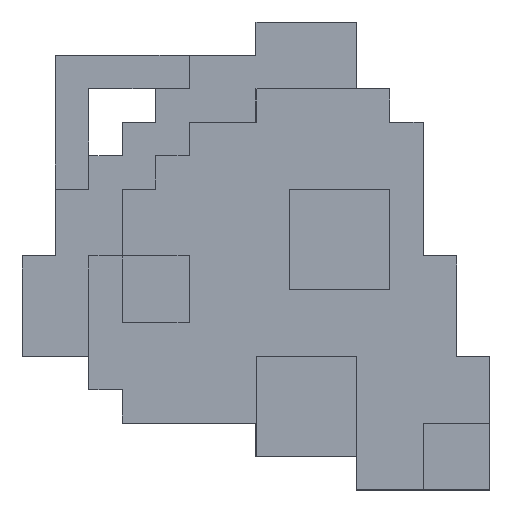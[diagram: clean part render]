
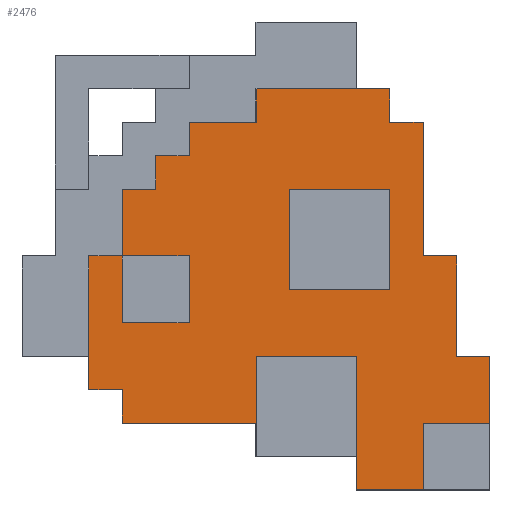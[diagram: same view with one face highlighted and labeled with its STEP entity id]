
A CAD part, top view. The second image highlights one B-rep face of the part: STEP entity #2476.
In plain terms, the highlighted planar face has unit normal (0, 0, 1).
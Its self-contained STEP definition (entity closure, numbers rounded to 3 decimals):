
#72=FACE_OUTER_BOUND('',#201,.T.);
#201=EDGE_LOOP('',(#1826,#1827,#1828,#1829,#1830,#1831,#1832,#1833,#1834,
#1835,#1836,#1837,#1838,#1839,#1840,#1841,#1842,#1843,#1844,#1845,#1846,
#1847,#1848,#1849));
#384=LINE('',#3527,#739);
#387=LINE('',#3532,#742);
#389=LINE('',#3536,#744);
#391=LINE('',#3540,#746);
#393=LINE('',#3544,#748);
#395=LINE('',#3548,#750);
#397=LINE('',#3552,#752);
#399=LINE('',#3556,#754);
#401=LINE('',#3560,#756);
#403=LINE('',#3564,#758);
#405=LINE('',#3568,#760);
#407=LINE('',#3572,#762);
#409=LINE('',#3576,#764);
#411=LINE('',#3580,#766);
#413=LINE('',#3584,#768);
#415=LINE('',#3588,#770);
#416=LINE('',#3591,#771);
#417=LINE('',#3593,#772);
#418=LINE('',#3595,#773);
#419=LINE('',#3597,#774);
#420=LINE('',#3599,#775);
#421=LINE('',#3601,#776);
#422=LINE('',#3603,#777);
#423=LINE('',#3604,#778);
#739=VECTOR('',#2867,10.);
#742=VECTOR('',#2872,10.);
#744=VECTOR('',#2876,10.);
#746=VECTOR('',#2880,10.);
#748=VECTOR('',#2884,10.);
#750=VECTOR('',#2888,10.);
#752=VECTOR('',#2892,10.);
#754=VECTOR('',#2896,10.);
#756=VECTOR('',#2900,10.);
#758=VECTOR('',#2904,10.);
#760=VECTOR('',#2908,10.);
#762=VECTOR('',#2912,10.);
#764=VECTOR('',#2916,10.);
#766=VECTOR('',#2920,10.);
#768=VECTOR('',#2924,10.);
#770=VECTOR('',#2928,10.);
#771=VECTOR('',#2931,10.);
#772=VECTOR('',#2932,10.);
#773=VECTOR('',#2933,10.);
#774=VECTOR('',#2934,10.);
#775=VECTOR('',#2935,10.);
#776=VECTOR('',#2936,10.);
#777=VECTOR('',#2937,10.);
#778=VECTOR('',#2938,10.);
#1069=VERTEX_POINT('',#3524);
#1070=VERTEX_POINT('',#3526);
#1071=VERTEX_POINT('',#3530);
#1072=VERTEX_POINT('',#3534);
#1073=VERTEX_POINT('',#3538);
#1074=VERTEX_POINT('',#3542);
#1075=VERTEX_POINT('',#3546);
#1076=VERTEX_POINT('',#3550);
#1077=VERTEX_POINT('',#3554);
#1078=VERTEX_POINT('',#3558);
#1079=VERTEX_POINT('',#3562);
#1080=VERTEX_POINT('',#3566);
#1081=VERTEX_POINT('',#3570);
#1082=VERTEX_POINT('',#3574);
#1083=VERTEX_POINT('',#3578);
#1084=VERTEX_POINT('',#3582);
#1085=VERTEX_POINT('',#3586);
#1086=VERTEX_POINT('',#3590);
#1087=VERTEX_POINT('',#3592);
#1088=VERTEX_POINT('',#3594);
#1089=VERTEX_POINT('',#3596);
#1090=VERTEX_POINT('',#3598);
#1091=VERTEX_POINT('',#3600);
#1092=VERTEX_POINT('',#3602);
#1336=EDGE_CURVE('',#1069,#1070,#384,.T.);
#1339=EDGE_CURVE('',#1069,#1071,#387,.T.);
#1341=EDGE_CURVE('',#1071,#1072,#389,.T.);
#1343=EDGE_CURVE('',#1072,#1073,#391,.T.);
#1345=EDGE_CURVE('',#1073,#1074,#393,.T.);
#1347=EDGE_CURVE('',#1074,#1075,#395,.T.);
#1349=EDGE_CURVE('',#1075,#1076,#397,.T.);
#1351=EDGE_CURVE('',#1076,#1077,#399,.T.);
#1353=EDGE_CURVE('',#1077,#1078,#401,.T.);
#1355=EDGE_CURVE('',#1078,#1079,#403,.T.);
#1357=EDGE_CURVE('',#1079,#1080,#405,.T.);
#1359=EDGE_CURVE('',#1080,#1081,#407,.T.);
#1361=EDGE_CURVE('',#1081,#1082,#409,.T.);
#1363=EDGE_CURVE('',#1082,#1083,#411,.T.);
#1365=EDGE_CURVE('',#1083,#1084,#413,.T.);
#1367=EDGE_CURVE('',#1084,#1085,#415,.T.);
#1368=EDGE_CURVE('',#1086,#1085,#416,.T.);
#1369=EDGE_CURVE('',#1087,#1086,#417,.T.);
#1370=EDGE_CURVE('',#1088,#1087,#418,.T.);
#1371=EDGE_CURVE('',#1089,#1088,#419,.T.);
#1372=EDGE_CURVE('',#1090,#1089,#420,.T.);
#1373=EDGE_CURVE('',#1091,#1090,#421,.T.);
#1374=EDGE_CURVE('',#1092,#1091,#422,.T.);
#1375=EDGE_CURVE('',#1070,#1092,#423,.T.);
#1826=ORIENTED_EDGE('',*,*,#1367,.T.);
#1827=ORIENTED_EDGE('',*,*,#1368,.F.);
#1828=ORIENTED_EDGE('',*,*,#1369,.F.);
#1829=ORIENTED_EDGE('',*,*,#1370,.F.);
#1830=ORIENTED_EDGE('',*,*,#1371,.F.);
#1831=ORIENTED_EDGE('',*,*,#1372,.F.);
#1832=ORIENTED_EDGE('',*,*,#1373,.F.);
#1833=ORIENTED_EDGE('',*,*,#1374,.F.);
#1834=ORIENTED_EDGE('',*,*,#1375,.F.);
#1835=ORIENTED_EDGE('',*,*,#1336,.F.);
#1836=ORIENTED_EDGE('',*,*,#1339,.T.);
#1837=ORIENTED_EDGE('',*,*,#1341,.T.);
#1838=ORIENTED_EDGE('',*,*,#1343,.T.);
#1839=ORIENTED_EDGE('',*,*,#1345,.T.);
#1840=ORIENTED_EDGE('',*,*,#1347,.T.);
#1841=ORIENTED_EDGE('',*,*,#1349,.T.);
#1842=ORIENTED_EDGE('',*,*,#1351,.T.);
#1843=ORIENTED_EDGE('',*,*,#1353,.T.);
#1844=ORIENTED_EDGE('',*,*,#1355,.T.);
#1845=ORIENTED_EDGE('',*,*,#1357,.T.);
#1846=ORIENTED_EDGE('',*,*,#1359,.T.);
#1847=ORIENTED_EDGE('',*,*,#1361,.T.);
#1848=ORIENTED_EDGE('',*,*,#1363,.T.);
#1849=ORIENTED_EDGE('',*,*,#1365,.T.);
#2347=PLANE('',#2626);
#2476=ADVANCED_FACE('',(#72),#2347,.T.);
#2626=AXIS2_PLACEMENT_3D('',#3589,#2929,#2930);
#2867=DIRECTION('',(0.,1.,0.));
#2872=DIRECTION('',(1.,0.,0.));
#2876=DIRECTION('',(0.,-1.,0.));
#2880=DIRECTION('',(1.,0.,0.));
#2884=DIRECTION('',(0.,-1.,0.));
#2888=DIRECTION('',(1.,0.,0.));
#2892=DIRECTION('',(0.,-1.,0.));
#2896=DIRECTION('',(1.,0.,0.));
#2900=DIRECTION('',(0.,1.,0.));
#2904=DIRECTION('',(-1.,0.,0.));
#2908=DIRECTION('',(0.,1.,0.));
#2912=DIRECTION('',(-1.,0.,0.));
#2916=DIRECTION('',(0.,1.,0.));
#2920=DIRECTION('',(-1.,0.,0.));
#2924=DIRECTION('',(0.,1.,0.));
#2928=DIRECTION('',(-1.,0.,0.));
#2929=DIRECTION('center_axis',(0.,0.,1.));
#2930=DIRECTION('ref_axis',(1.,0.,0.));
#2931=DIRECTION('',(0.,1.,0.));
#2932=DIRECTION('',(1.,0.,0.));
#2933=DIRECTION('',(0.,1.,0.));
#2934=DIRECTION('',(1.,0.,0.));
#2935=DIRECTION('',(0.,1.,0.));
#2936=DIRECTION('',(1.,0.,0.));
#2937=DIRECTION('',(0.,1.,0.));
#2938=DIRECTION('',(1.,0.,0.));
#3524=CARTESIAN_POINT('',(20.,185.,5.));
#3526=CARTESIAN_POINT('',(20.,205.,5.));
#3527=CARTESIAN_POINT('',(20.,202.5,5.));
#3530=CARTESIAN_POINT('',(25.,185.,5.));
#3532=CARTESIAN_POINT('',(100.,185.,5.));
#3534=CARTESIAN_POINT('',(25.,180.,5.));
#3536=CARTESIAN_POINT('',(25.,250.,5.));
#3538=CARTESIAN_POINT('',(45.,180.,5.));
#3540=CARTESIAN_POINT('',(100.,180.,5.));
#3542=CARTESIAN_POINT('',(45.,175.,5.));
#3544=CARTESIAN_POINT('',(45.,250.,5.));
#3546=CARTESIAN_POINT('',(60.,175.,5.));
#3548=CARTESIAN_POINT('',(100.,175.,5.));
#3550=CARTESIAN_POINT('',(60.,170.,5.));
#3552=CARTESIAN_POINT('',(60.,150.,5.));
#3554=CARTESIAN_POINT('',(80.,170.,5.));
#3556=CARTESIAN_POINT('',(0.,170.,5.));
#3558=CARTESIAN_POINT('',(80.,190.,5.));
#3560=CARTESIAN_POINT('',(80.,150.,5.));
#3562=CARTESIAN_POINT('',(75.,190.,5.));
#3564=CARTESIAN_POINT('',(100.,190.,5.));
#3566=CARTESIAN_POINT('',(75.,205.,5.));
#3568=CARTESIAN_POINT('',(75.,250.,5.));
#3570=CARTESIAN_POINT('',(70.,205.,5.));
#3572=CARTESIAN_POINT('',(100.,205.,5.));
#3574=CARTESIAN_POINT('',(70.,225.,5.));
#3576=CARTESIAN_POINT('',(70.,150.,5.));
#3578=CARTESIAN_POINT('',(65.,225.,5.));
#3580=CARTESIAN_POINT('',(100.,225.,5.));
#3582=CARTESIAN_POINT('',(65.,230.,5.));
#3584=CARTESIAN_POINT('',(65.,250.,5.));
#3586=CARTESIAN_POINT('',(45.,230.,5.));
#3588=CARTESIAN_POINT('',(100.,230.,5.));
#3589=CARTESIAN_POINT('Origin',(50.,200.,5.));
#3590=CARTESIAN_POINT('',(45.,225.,5.));
#3591=CARTESIAN_POINT('',(45.,215.,5.));
#3592=CARTESIAN_POINT('',(35.,225.,5.));
#3593=CARTESIAN_POINT('',(47.5,225.,5.));
#3594=CARTESIAN_POINT('',(35.,220.,5.));
#3595=CARTESIAN_POINT('',(35.,212.5,5.));
#3596=CARTESIAN_POINT('',(30.,220.,5.));
#3597=CARTESIAN_POINT('',(42.5,220.,5.));
#3598=CARTESIAN_POINT('',(30.,215.,5.));
#3599=CARTESIAN_POINT('',(30.,210.,5.));
#3600=CARTESIAN_POINT('',(25.,215.,5.));
#3601=CARTESIAN_POINT('',(40.,215.,5.));
#3602=CARTESIAN_POINT('',(25.,205.,5.));
#3603=CARTESIAN_POINT('',(25.,207.5,5.));
#3604=CARTESIAN_POINT('',(37.5,205.,5.));
